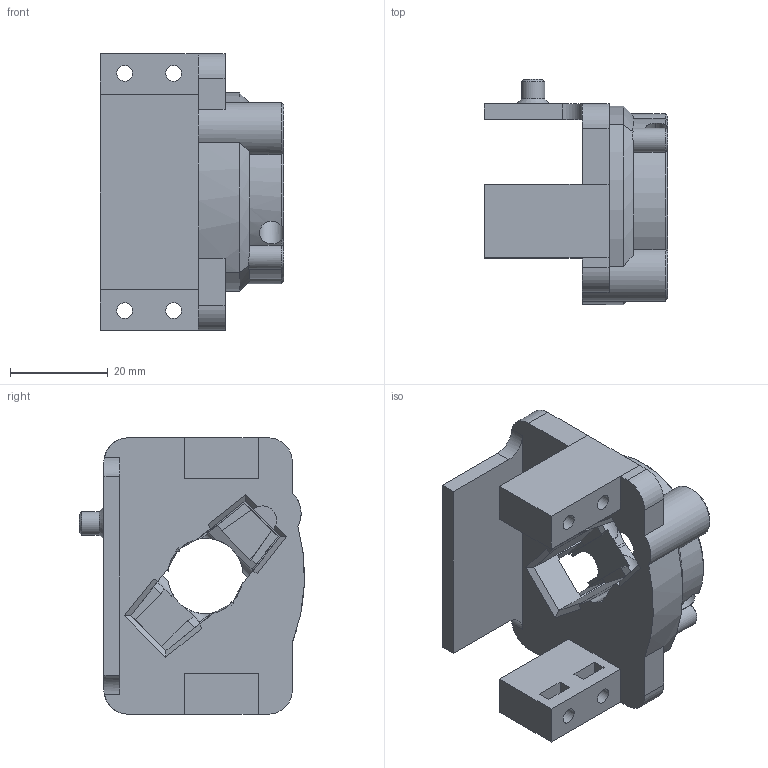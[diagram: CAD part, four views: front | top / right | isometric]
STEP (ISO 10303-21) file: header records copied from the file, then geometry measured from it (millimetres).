
FILE_DESCRIPTION( ( '' ), ' ' );
FILE_NAME( '5ee9685994b332156d5f36cb.step', '2020-06-17T00:48:25', ( '' ), ( '' ), ' ', ' ', ' ' );
FILE_SCHEMA( ( 'AUTOMOTIVE_DESIGN { 1 0 10303 214 1 1 1 1 }' ) );
Length unit declared in the file: metre
Products named in the file (1): FL_BR_Hip
Bounding box: 37.5 x 45.99 x 56.5 mm (x, y, z)
Volume: 26334.9 mm3; surface area: 12792.6 mm2
Topology: 1 solids, 1 shells, 194 faces, 550 edges, 360 vertices
Faces by surface type: plane 133, cylinder 40, cone 17, extrusion 4
Full cylindrical faces by diameter (mm): 3.2 x8, 4.8 x1
Entity records: 8167 total; most frequent: CARTESIAN_POINT 1553, ORIENTED_EDGE 1078, DIRECTION 1004, EDGE_CURVE 539, VERTEX_POINT 360, VECTOR 352, LINE 348, AXIS2_PLACEMENT_3D 326
